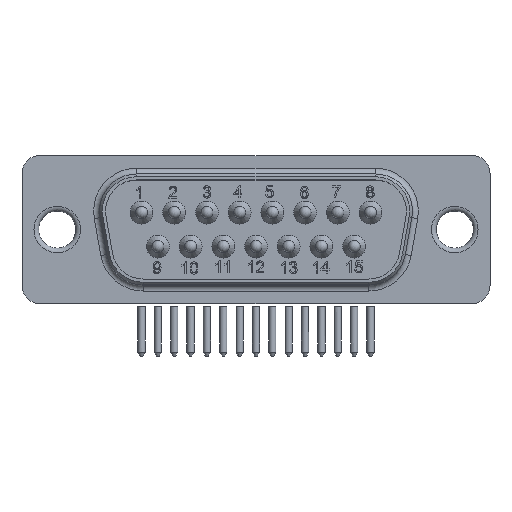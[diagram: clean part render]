
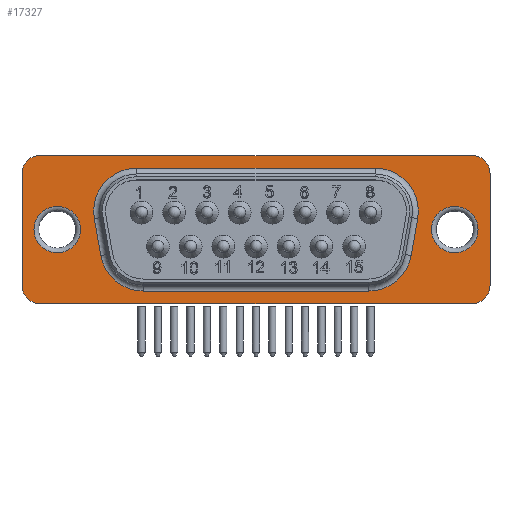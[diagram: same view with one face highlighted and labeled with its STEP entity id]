
A CAD part, top view. The second image highlights one B-rep face of the part: STEP entity #17327.
In plain terms, the highlighted face is planar.
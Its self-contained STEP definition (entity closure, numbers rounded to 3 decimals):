
#1008=CIRCLE('',#18730,1.95);
#1010=CIRCLE('',#18732,1.95);
#1011=CIRCLE('',#18734,1.5);
#1012=CIRCLE('',#18735,1.5);
#1013=CIRCLE('',#18736,1.5);
#1014=CIRCLE('',#18737,1.5);
#1015=CIRCLE('',#18738,1.95);
#1016=CIRCLE('',#18739,1.95);
#1017=CIRCLE('',#18740,3.6);
#1018=CIRCLE('',#18741,3.6);
#1019=CIRCLE('',#18742,3.6);
#1020=CIRCLE('',#18743,3.6);
#1193=FACE_BOUND('',#3676,.T.);
#1194=FACE_BOUND('',#3677,.T.);
#1195=FACE_BOUND('',#3678,.T.);
#1713=PLANE('',#18733);
#2615=FACE_OUTER_BOUND('',#3675,.T.);
#3675=EDGE_LOOP('',(#16033,#16034,#16035,#16036,#16037,#16038,#16039,#16040));
#3676=EDGE_LOOP('',(#16041,#16042));
#3677=EDGE_LOOP('',(#16043,#16044,#16045,#16046,#16047,#16048,#16049,#16050));
#3678=EDGE_LOOP('',(#16051,#16052));
#5197=LINE('',#32684,#6724);
#5198=LINE('',#32688,#6725);
#5199=LINE('',#32692,#6726);
#5200=LINE('',#32695,#6727);
#5201=LINE('',#32702,#6728);
#5202=LINE('',#32706,#6729);
#5203=LINE('',#32710,#6730);
#5204=LINE('',#32714,#6731);
#6724=VECTOR('',#22789,10.);
#6725=VECTOR('',#22792,10.);
#6726=VECTOR('',#22795,10.);
#6727=VECTOR('',#22798,10.);
#6728=VECTOR('',#22803,10.);
#6729=VECTOR('',#22806,10.);
#6730=VECTOR('',#22809,10.);
#6731=VECTOR('',#22812,10.);
#8675=VERTEX_POINT('',#32674);
#8676=VERTEX_POINT('',#32675);
#8677=VERTEX_POINT('',#32680);
#8678=VERTEX_POINT('',#32681);
#8679=VERTEX_POINT('',#32683);
#8680=VERTEX_POINT('',#32685);
#8681=VERTEX_POINT('',#32687);
#8682=VERTEX_POINT('',#32689);
#8683=VERTEX_POINT('',#32691);
#8684=VERTEX_POINT('',#32693);
#8685=VERTEX_POINT('',#32696);
#8686=VERTEX_POINT('',#32697);
#8687=VERTEX_POINT('',#32700);
#8688=VERTEX_POINT('',#32701);
#8689=VERTEX_POINT('',#32703);
#8690=VERTEX_POINT('',#32705);
#8691=VERTEX_POINT('',#32707);
#8692=VERTEX_POINT('',#32709);
#8693=VERTEX_POINT('',#32711);
#8694=VERTEX_POINT('',#32713);
#11137=EDGE_CURVE('',#8675,#8676,#1008,.T.);
#11139=EDGE_CURVE('',#8676,#8675,#1010,.T.);
#11140=EDGE_CURVE('',#8677,#8678,#1011,.T.);
#11141=EDGE_CURVE('',#8679,#8677,#5197,.T.);
#11142=EDGE_CURVE('',#8680,#8679,#1012,.T.);
#11143=EDGE_CURVE('',#8681,#8680,#5198,.T.);
#11144=EDGE_CURVE('',#8682,#8681,#1013,.T.);
#11145=EDGE_CURVE('',#8683,#8682,#5199,.T.);
#11146=EDGE_CURVE('',#8684,#8683,#1014,.T.);
#11147=EDGE_CURVE('',#8678,#8684,#5200,.T.);
#11148=EDGE_CURVE('',#8685,#8686,#1015,.T.);
#11149=EDGE_CURVE('',#8686,#8685,#1016,.T.);
#11150=EDGE_CURVE('',#8687,#8688,#5201,.T.);
#11151=EDGE_CURVE('',#8689,#8687,#1017,.T.);
#11152=EDGE_CURVE('',#8690,#8689,#5202,.T.);
#11153=EDGE_CURVE('',#8691,#8690,#1018,.T.);
#11154=EDGE_CURVE('',#8692,#8691,#5203,.T.);
#11155=EDGE_CURVE('',#8693,#8692,#1019,.T.);
#11156=EDGE_CURVE('',#8694,#8693,#5204,.T.);
#11157=EDGE_CURVE('',#8688,#8694,#1020,.T.);
#16033=ORIENTED_EDGE('',*,*,#11140,.F.);
#16034=ORIENTED_EDGE('',*,*,#11141,.F.);
#16035=ORIENTED_EDGE('',*,*,#11142,.F.);
#16036=ORIENTED_EDGE('',*,*,#11143,.F.);
#16037=ORIENTED_EDGE('',*,*,#11144,.F.);
#16038=ORIENTED_EDGE('',*,*,#11145,.F.);
#16039=ORIENTED_EDGE('',*,*,#11146,.F.);
#16040=ORIENTED_EDGE('',*,*,#11147,.F.);
#16041=ORIENTED_EDGE('',*,*,#11148,.F.);
#16042=ORIENTED_EDGE('',*,*,#11149,.F.);
#16043=ORIENTED_EDGE('',*,*,#11150,.F.);
#16044=ORIENTED_EDGE('',*,*,#11151,.F.);
#16045=ORIENTED_EDGE('',*,*,#11152,.F.);
#16046=ORIENTED_EDGE('',*,*,#11153,.F.);
#16047=ORIENTED_EDGE('',*,*,#11154,.F.);
#16048=ORIENTED_EDGE('',*,*,#11155,.F.);
#16049=ORIENTED_EDGE('',*,*,#11156,.F.);
#16050=ORIENTED_EDGE('',*,*,#11157,.F.);
#16051=ORIENTED_EDGE('',*,*,#11137,.F.);
#16052=ORIENTED_EDGE('',*,*,#11139,.F.);
#17327=ADVANCED_FACE('',(#2615,#1193,#1194,#1195),#1713,.F.);
#18730=AXIS2_PLACEMENT_3D('',#32676,#22779,#22780);
#18732=AXIS2_PLACEMENT_3D('',#32678,#22783,#22784);
#18733=AXIS2_PLACEMENT_3D('',#32679,#22785,#22786);
#18734=AXIS2_PLACEMENT_3D('',#32682,#22787,#22788);
#18735=AXIS2_PLACEMENT_3D('',#32686,#22790,#22791);
#18736=AXIS2_PLACEMENT_3D('',#32690,#22793,#22794);
#18737=AXIS2_PLACEMENT_3D('',#32694,#22796,#22797);
#18738=AXIS2_PLACEMENT_3D('',#32698,#22799,#22800);
#18739=AXIS2_PLACEMENT_3D('',#32699,#22801,#22802);
#18740=AXIS2_PLACEMENT_3D('',#32704,#22804,#22805);
#18741=AXIS2_PLACEMENT_3D('',#32708,#22807,#22808);
#18742=AXIS2_PLACEMENT_3D('',#32712,#22810,#22811);
#18743=AXIS2_PLACEMENT_3D('',#32715,#22813,#22814);
#22779=DIRECTION('center_axis',(0.,0.,-1.));
#22780=DIRECTION('ref_axis',(-1.,0.,0.));
#22783=DIRECTION('center_axis',(0.,0.,-1.));
#22784=DIRECTION('ref_axis',(-1.,0.,0.));
#22785=DIRECTION('center_axis',(0.,0.,1.));
#22786=DIRECTION('ref_axis',(1.,0.,0.));
#22787=DIRECTION('center_axis',(0.,0.,1.));
#22788=DIRECTION('ref_axis',(-0.707,0.707,0.));
#22789=DIRECTION('',(-1.,0.,0.));
#22790=DIRECTION('center_axis',(0.,0.,1.));
#22791=DIRECTION('ref_axis',(0.707,0.707,0.));
#22792=DIRECTION('',(0.,1.,0.));
#22793=DIRECTION('center_axis',(0.,0.,1.));
#22794=DIRECTION('ref_axis',(0.707,-0.707,0.));
#22795=DIRECTION('',(1.,0.,0.));
#22796=DIRECTION('center_axis',(0.,0.,1.));
#22797=DIRECTION('ref_axis',(-0.707,-0.707,0.));
#22798=DIRECTION('',(0.,-1.,0.));
#22799=DIRECTION('center_axis',(0.,0.,-1.));
#22800=DIRECTION('ref_axis',(-1.,0.,0.));
#22801=DIRECTION('center_axis',(0.,0.,-1.));
#22802=DIRECTION('ref_axis',(-1.,0.,0.));
#22803=DIRECTION('',(-1.,0.,0.));
#22804=DIRECTION('center_axis',(0.,0.,-1.));
#22805=DIRECTION('ref_axis',(0.643,-0.766,0.));
#22806=DIRECTION('',(-0.174,-0.985,0.));
#22807=DIRECTION('center_axis',(0.,0.,-1.));
#22808=DIRECTION('ref_axis',(0.766,0.643,0.));
#22809=DIRECTION('',(1.,0.,0.));
#22810=DIRECTION('center_axis',(0.,0.,-1.));
#22811=DIRECTION('ref_axis',(-0.766,0.643,0.));
#22812=DIRECTION('',(-0.174,0.985,0.));
#22813=DIRECTION('center_axis',(0.,0.,-1.));
#22814=DIRECTION('ref_axis',(-0.643,-0.766,0.));
#32674=CARTESIAN_POINT('',(18.6,0.,-0.5));
#32675=CARTESIAN_POINT('',(14.7,0.,-0.5));
#32676=CARTESIAN_POINT('Origin',(16.65,0.,-0.5));
#32678=CARTESIAN_POINT('Origin',(16.65,0.,-0.5));
#32679=CARTESIAN_POINT('Origin',(10.063,0.028,-0.5));
#32680=CARTESIAN_POINT('',(-18.1,6.2,-0.5));
#32681=CARTESIAN_POINT('',(-19.6,4.7,-0.5));
#32682=CARTESIAN_POINT('Origin',(-18.1,4.7,-0.5));
#32683=CARTESIAN_POINT('',(18.1,6.2,-0.5));
#32684=CARTESIAN_POINT('',(19.6,6.2,-0.5));
#32685=CARTESIAN_POINT('',(19.6,4.7,-0.5));
#32686=CARTESIAN_POINT('Origin',(18.1,4.7,-0.5));
#32687=CARTESIAN_POINT('',(19.6,-4.7,-0.5));
#32688=CARTESIAN_POINT('',(19.6,-6.2,-0.5));
#32689=CARTESIAN_POINT('',(18.1,-6.2,-0.5));
#32690=CARTESIAN_POINT('Origin',(18.1,-4.7,-0.5));
#32691=CARTESIAN_POINT('',(-18.1,-6.2,-0.5));
#32692=CARTESIAN_POINT('',(-19.6,-6.2,-0.5));
#32693=CARTESIAN_POINT('',(-19.6,-4.7,-0.5));
#32694=CARTESIAN_POINT('Origin',(-18.1,-4.7,-0.5));
#32695=CARTESIAN_POINT('',(-19.6,6.2,-0.5));
#32696=CARTESIAN_POINT('',(-14.7,0.,-0.5));
#32697=CARTESIAN_POINT('',(-18.6,0.,-0.5));
#32698=CARTESIAN_POINT('Origin',(-16.65,0.,-0.5));
#32699=CARTESIAN_POINT('Origin',(-16.65,0.,-0.5));
#32700=CARTESIAN_POINT('',(9.453,-5.15,-0.5));
#32701=CARTESIAN_POINT('',(-9.453,-5.15,-0.5));
#32702=CARTESIAN_POINT('',(5.032,-5.15,-0.5));
#32703=CARTESIAN_POINT('',(12.999,-2.175,-0.5));
#32704=CARTESIAN_POINT('Origin',(9.453,-1.55,-0.5));
#32705=CARTESIAN_POINT('',(13.545,0.925,-0.5));
#32706=CARTESIAN_POINT('',(13.143,-1.358,-0.5));
#32707=CARTESIAN_POINT('',(10.,5.15,-0.5));
#32708=CARTESIAN_POINT('Origin',(10.,1.55,-0.5));
#32709=CARTESIAN_POINT('',(-10.,5.15,-0.5));
#32710=CARTESIAN_POINT('',(5.032,5.15,-0.5));
#32711=CARTESIAN_POINT('',(-13.545,0.925,-0.5));
#32712=CARTESIAN_POINT('Origin',(-10.,1.55,-0.5));
#32713=CARTESIAN_POINT('',(-12.999,-2.175,-0.5));
#32714=CARTESIAN_POINT('',(-13.113,-1.529,-0.5));
#32715=CARTESIAN_POINT('Origin',(-9.453,-1.55,-0.5));
